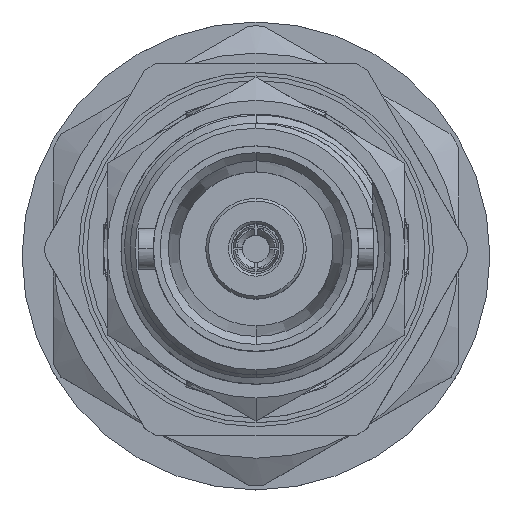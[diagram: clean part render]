
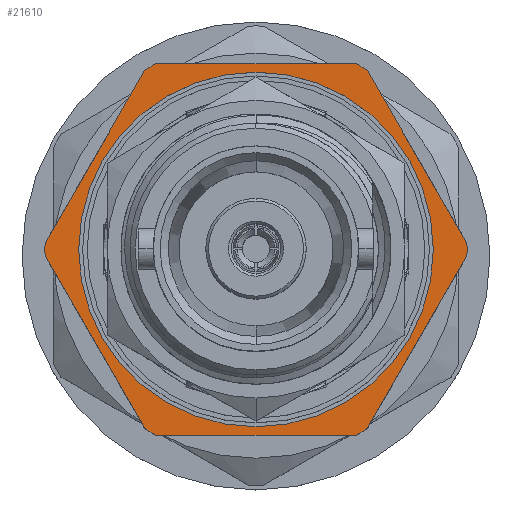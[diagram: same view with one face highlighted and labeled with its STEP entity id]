
A CAD part, top view. The second image highlights one B-rep face of the part: STEP entity #21610.
In plain terms, the highlighted face is planar.
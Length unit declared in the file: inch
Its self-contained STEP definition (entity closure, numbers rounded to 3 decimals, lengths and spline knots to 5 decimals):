
#2 = VERTEX_POINT ( 'NONE', #12888 ) ;
#37 = CARTESIAN_POINT ( 'NONE',  ( 0.944, 0.20534, -0.33233 ) ) ;
#240 = ORIENTED_EDGE ( 'NONE', *, *, #14997, .T. ) ;
#484 = AXIS2_PLACEMENT_3D ( 'NONE', #20602, #2614, #17768 ) ;
#506 = AXIS2_PLACEMENT_3D ( 'NONE', #20177, #6959, #14304 ) ;
#632 = CIRCLE ( 'NONE', #8060, 0.39066 ) ;
#1719 = CIRCLE ( 'NONE', #20348, 0.39066 ) ;
#1814 = CARTESIAN_POINT ( 'NONE',  ( 0.944, -0.20534, 0.33233 ) ) ;
#2614 = DIRECTION ( 'NONE',  ( 1., 0., 0. ) ) ;
#2669 = EDGE_CURVE ( 'NONE', #28610, #25131, #23972, .T. ) ;
#3014 = DIRECTION ( 'NONE',  ( 0., 0.5, -0.866 ) ) ;
#3069 = VERTEX_POINT ( 'NONE', #22663 ) ;
#3185 = CARTESIAN_POINT ( 'NONE',  ( 0.944, 0., 0. ) ) ;
#3321 = DIRECTION ( 'NONE',  ( 0., -0.5, -0.866 ) ) ;
#3734 = ORIENTED_EDGE ( 'NONE', *, *, #4038, .F. ) ;
#4038 = EDGE_CURVE ( 'NONE', #22377, #15048, #5017, .T. ) ;
#5017 = CIRCLE ( 'NONE', #19377, 0.39066 ) ;
#5129 = LINE ( 'NONE', #25932, #13807 ) ;
#5620 = DIRECTION ( 'NONE',  ( 0., 0., -1. ) ) ;
#5942 = CARTESIAN_POINT ( 'NONE',  ( 0.944, 0.39048, 0.01167 ) ) ;
#6402 = CARTESIAN_POINT ( 'NONE',  ( 0.944, 0., 0. ) ) ;
#6407 = VERTEX_POINT ( 'NONE', #16721 ) ;
#6639 = CARTESIAN_POINT ( 'NONE',  ( 0.944, 0.32818, 0.344 ) ) ;
#6959 = DIRECTION ( 'NONE',  ( -1., 0., 0. ) ) ;
#7102 = VECTOR ( 'NONE', #3321, 39.37008 ) ;
#7528 = DIRECTION ( 'NONE',  ( 0., 0., -1. ) ) ;
#7672 = FACE_OUTER_BOUND ( 'NONE', #9230, .T. ) ;
#7686 = CARTESIAN_POINT ( 'NONE',  ( 0.944, 0., 0. ) ) ;
#7797 = ORIENTED_EDGE ( 'NONE', *, *, #30523, .F. ) ;
#8060 = AXIS2_PLACEMENT_3D ( 'NONE', #29891, #32392, #14286 ) ;
#8438 = DIRECTION ( 'NONE',  ( 0., 0.5, 0.866 ) ) ;
#8843 = DIRECTION ( 'NONE',  ( 0., 0., -1. ) ) ;
#8896 = ORIENTED_EDGE ( 'NONE', *, *, #31757, .F. ) ;
#9230 = EDGE_LOOP ( 'NONE', ( #20292, #12113, #19805, #27941, #7797, #19709, #8896, #31263, #3734, #240, #27487, #19886 ) ) ;
#10612 = DIRECTION ( 'NONE',  ( 1., 0., 0. ) ) ;
#10861 = DIRECTION ( 'NONE',  ( 1., 0., 0. ) ) ;
#11052 = LINE ( 'NONE', #26508, #28734 ) ;
#11141 = CIRCLE ( 'NONE', #16464, 0.39066 ) ;
#11191 = CARTESIAN_POINT ( 'NONE',  ( 0.944, 0., 0. ) ) ;
#11361 = DIRECTION ( 'NONE',  ( 1., 0., 0. ) ) ;
#11497 = EDGE_CURVE ( 'NONE', #15691, #23666, #15696, .T. ) ;
#12113 = ORIENTED_EDGE ( 'NONE', *, *, #2669, .T. ) ;
#12523 = ORIENTED_EDGE ( 'NONE', *, *, #23876, .T. ) ;
#12888 = CARTESIAN_POINT ( 'NONE',  ( 0.944, 0.18514, -0.344 ) ) ;
#12960 = CARTESIAN_POINT ( 'NONE',  ( 0.944, 0., 0. ) ) ;
#13150 = VERTEX_POINT ( 'NONE', #27694 ) ;
#13479 = CIRCLE ( 'NONE', #25681, 0.39066 ) ;
#13582 = DIRECTION ( 'NONE',  ( 1., 0., 0. ) ) ;
#13807 = VECTOR ( 'NONE', #8438, 39.37008 ) ;
#14234 = VECTOR ( 'NONE', #14315, 39.37008 ) ;
#14286 = DIRECTION ( 'NONE',  ( 0., 0., -1. ) ) ;
#14304 = DIRECTION ( 'NONE',  ( 0., 0., 1. ) ) ;
#14315 = DIRECTION ( 'NONE',  ( 0., 1., 0. ) ) ;
#14997 = EDGE_CURVE ( 'NONE', #22377, #30408, #24460, .T. ) ;
#15048 = VERTEX_POINT ( 'NONE', #1814 ) ;
#15322 = CARTESIAN_POINT ( 'NONE',  ( 0.944, -0.39048, -0.01167 ) ) ;
#15691 = VERTEX_POINT ( 'NONE', #27722 ) ;
#15696 = LINE ( 'NONE', #23176, #23531 ) ;
#15801 = DIRECTION ( 'NONE',  ( 1., 0., 0. ) ) ;
#16416 = AXIS2_PLACEMENT_3D ( 'NONE', #11191, #11361, #8843 ) ;
#16464 = AXIS2_PLACEMENT_3D ( 'NONE', #7686, #32813, #7528 ) ;
#16488 = VECTOR ( 'NONE', #32349, 39.37008 ) ;
#16721 = CARTESIAN_POINT ( 'NONE',  ( 0.944, -0.20534, -0.33233 ) ) ;
#17768 = DIRECTION ( 'NONE',  ( 0., 0., -1. ) ) ;
#17837 = PLANE ( 'NONE',  #506 ) ;
#18312 = CARTESIAN_POINT ( 'NONE',  ( 0.944, 0.39048, -0.01167 ) ) ;
#18447 = CARTESIAN_POINT ( 'NONE',  ( 0.944, 0., 0. ) ) ;
#18609 = AXIS2_PLACEMENT_3D ( 'NONE', #3185, #10861, #23509 ) ;
#19377 = AXIS2_PLACEMENT_3D ( 'NONE', #12960, #10612, #5620 ) ;
#19709 = ORIENTED_EDGE ( 'NONE', *, *, #27233, .T. ) ;
#19805 = ORIENTED_EDGE ( 'NONE', *, *, #32936, .F. ) ;
#19886 = ORIENTED_EDGE ( 'NONE', *, *, #11497, .T. ) ;
#20177 = CARTESIAN_POINT ( 'NONE',  ( 0.944, 0.32818, 0. ) ) ;
#20292 = ORIENTED_EDGE ( 'NONE', *, *, #23683, .F. ) ;
#20348 = AXIS2_PLACEMENT_3D ( 'NONE', #18447, #15801, #25784 ) ;
#20602 = CARTESIAN_POINT ( 'NONE',  ( 0.944, 0., 0. ) ) ;
#20825 = CARTESIAN_POINT ( 'NONE',  ( 0.944, 0.37996, -0.02989 ) ) ;
#21202 = DIRECTION ( 'NONE',  ( 0., -1., 0. ) ) ;
#21610 = ADVANCED_FACE ( 'NONE', ( #27795, #7672 ), #17837, .T. ) ;
#21900 = CARTESIAN_POINT ( 'NONE',  ( 0.944, 0., -0.32818 ) ) ;
#22377 = VERTEX_POINT ( 'NONE', #29981 ) ;
#22663 = CARTESIAN_POINT ( 'NONE',  ( 0.944, -0.39048, 0.01167 ) ) ;
#22777 = VERTEX_POINT ( 'NONE', #15322 ) ;
#23176 = CARTESIAN_POINT ( 'NONE',  ( 0.944, 0.37996, 0.02989 ) ) ;
#23285 = EDGE_CURVE ( 'NONE', #15691, #30408, #28636, .T. ) ;
#23509 = DIRECTION ( 'NONE',  ( 0., 0., -1. ) ) ;
#23531 = VECTOR ( 'NONE', #3014, 39.37008 ) ;
#23666 = VERTEX_POINT ( 'NONE', #5942 ) ;
#23683 = EDGE_CURVE ( 'NONE', #28610, #23666, #11141, .T. ) ;
#23876 = EDGE_CURVE ( 'NONE', #32577, #29759, #31846, .T. ) ;
#23972 = LINE ( 'NONE', #20825, #7102 ) ;
#24155 = EDGE_CURVE ( 'NONE', #29759, #32577, #26494, .T. ) ;
#24460 = LINE ( 'NONE', #6639, #14234 ) ;
#24589 = CARTESIAN_POINT ( 'NONE',  ( 0.944, 0., 0.32818 ) ) ;
#24734 = LINE ( 'NONE', #32527, #16488 ) ;
#25131 = VERTEX_POINT ( 'NONE', #37 ) ;
#25681 = AXIS2_PLACEMENT_3D ( 'NONE', #6402, #13582, #26368 ) ;
#25784 = DIRECTION ( 'NONE',  ( 0., 0., -1. ) ) ;
#25932 = CARTESIAN_POINT ( 'NONE',  ( 0.944, -0.21587, 0.31411 ) ) ;
#26036 = EDGE_CURVE ( 'NONE', #3069, #15048, #5129, .T. ) ;
#26368 = DIRECTION ( 'NONE',  ( 0., 0., -1. ) ) ;
#26494 = CIRCLE ( 'NONE', #16416, 0.32818 ) ;
#26508 = CARTESIAN_POINT ( 'NONE',  ( 0.944, 0.32818, -0.344 ) ) ;
#27233 = EDGE_CURVE ( 'NONE', #6407, #22777, #24734, .T. ) ;
#27487 = ORIENTED_EDGE ( 'NONE', *, *, #23285, .F. ) ;
#27694 = CARTESIAN_POINT ( 'NONE',  ( 0.944, -0.18514, -0.344 ) ) ;
#27722 = CARTESIAN_POINT ( 'NONE',  ( 0.944, 0.20534, 0.33233 ) ) ;
#27795 = FACE_BOUND ( 'NONE', #30576, .T. ) ;
#27941 = ORIENTED_EDGE ( 'NONE', *, *, #30257, .T. ) ;
#28610 = VERTEX_POINT ( 'NONE', #18312 ) ;
#28636 = CIRCLE ( 'NONE', #484, 0.39066 ) ;
#28734 = VECTOR ( 'NONE', #21202, 39.37008 ) ;
#29315 = CARTESIAN_POINT ( 'NONE',  ( 0.944, 0.18514, 0.344 ) ) ;
#29759 = VERTEX_POINT ( 'NONE', #21900 ) ;
#29891 = CARTESIAN_POINT ( 'NONE',  ( 0.944, 0., 0. ) ) ;
#29981 = CARTESIAN_POINT ( 'NONE',  ( 0.944, -0.18514, 0.344 ) ) ;
#30231 = ORIENTED_EDGE ( 'NONE', *, *, #24155, .T. ) ;
#30257 = EDGE_CURVE ( 'NONE', #2, #13150, #11052, .T. ) ;
#30408 = VERTEX_POINT ( 'NONE', #29315 ) ;
#30523 = EDGE_CURVE ( 'NONE', #6407, #13150, #632, .T. ) ;
#30576 = EDGE_LOOP ( 'NONE', ( #30231, #12523 ) ) ;
#31263 = ORIENTED_EDGE ( 'NONE', *, *, #26036, .T. ) ;
#31757 = EDGE_CURVE ( 'NONE', #3069, #22777, #1719, .T. ) ;
#31846 = CIRCLE ( 'NONE', #18609, 0.32818 ) ;
#32349 = DIRECTION ( 'NONE',  ( 0., -0.5, 0.866 ) ) ;
#32392 = DIRECTION ( 'NONE',  ( 1., 0., 0. ) ) ;
#32527 = CARTESIAN_POINT ( 'NONE',  ( 0.944, -0.21587, -0.31411 ) ) ;
#32577 = VERTEX_POINT ( 'NONE', #24589 ) ;
#32813 = DIRECTION ( 'NONE',  ( 1., 0., 0. ) ) ;
#32936 = EDGE_CURVE ( 'NONE', #2, #25131, #13479, .T. ) ;
